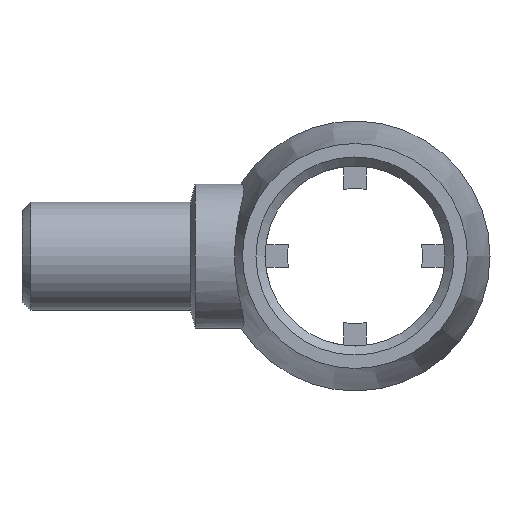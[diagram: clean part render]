
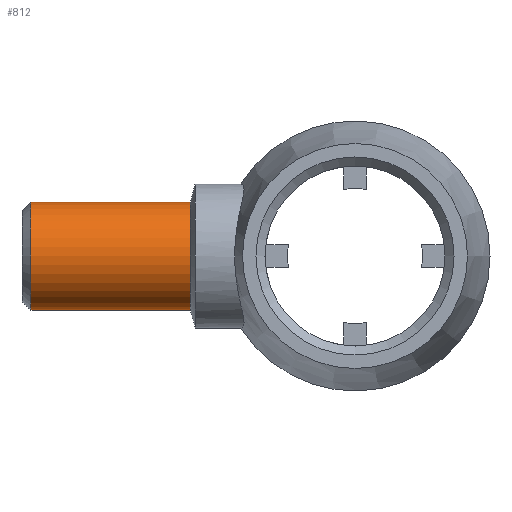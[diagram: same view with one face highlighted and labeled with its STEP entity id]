
A CAD part, left-side view. The second image highlights one B-rep face of the part: STEP entity #812.
In plain terms, the highlighted cylindrical face has radius 6 mm (diameter 12 mm), a full revolution.
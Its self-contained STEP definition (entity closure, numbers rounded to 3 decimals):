
#83=CIRCLE('',#915,6.);
#84=CIRCLE('',#917,6.);
#106=CYLINDRICAL_SURFACE('',#916,6.);
#150=FACE_OUTER_BOUND('',#207,.T.);
#207=EDGE_LOOP('',(#697,#698,#699,#700));
#273=LINE('',#1546,#328);
#328=VECTOR('',#1148,6.);
#397=VERTEX_POINT('',#1540);
#398=VERTEX_POINT('',#1544);
#501=EDGE_CURVE('',#397,#397,#83,.T.);
#503=EDGE_CURVE('',#398,#398,#84,.T.);
#504=EDGE_CURVE('',#398,#397,#273,.T.);
#697=ORIENTED_EDGE('',*,*,#503,.F.);
#698=ORIENTED_EDGE('',*,*,#504,.T.);
#699=ORIENTED_EDGE('',*,*,#501,.T.);
#700=ORIENTED_EDGE('',*,*,#504,.F.);
#812=ADVANCED_FACE('',(#150),#106,.T.);
#915=AXIS2_PLACEMENT_3D('',#1541,#1141,#1142);
#916=AXIS2_PLACEMENT_3D('',#1543,#1144,#1145);
#917=AXIS2_PLACEMENT_3D('',#1545,#1146,#1147);
#1141=DIRECTION('center_axis',(0.,1.,0.));
#1142=DIRECTION('ref_axis',(1.,0.,0.));
#1144=DIRECTION('center_axis',(0.,1.,0.));
#1145=DIRECTION('ref_axis',(-1.,0.,0.));
#1146=DIRECTION('center_axis',(0.,1.,0.));
#1147=DIRECTION('ref_axis',(1.,0.,0.));
#1148=DIRECTION('',(0.,-1.,0.));
#1540=CARTESIAN_POINT('',(-19.25,18.286,0.));
#1541=CARTESIAN_POINT('Origin',(-25.25,18.286,0.));
#1543=CARTESIAN_POINT('Origin',(-25.25,27.143,0.));
#1544=CARTESIAN_POINT('',(-19.25,36.,0.));
#1545=CARTESIAN_POINT('Origin',(-25.25,36.,0.));
#1546=CARTESIAN_POINT('',(-19.25,27.143,0.));
